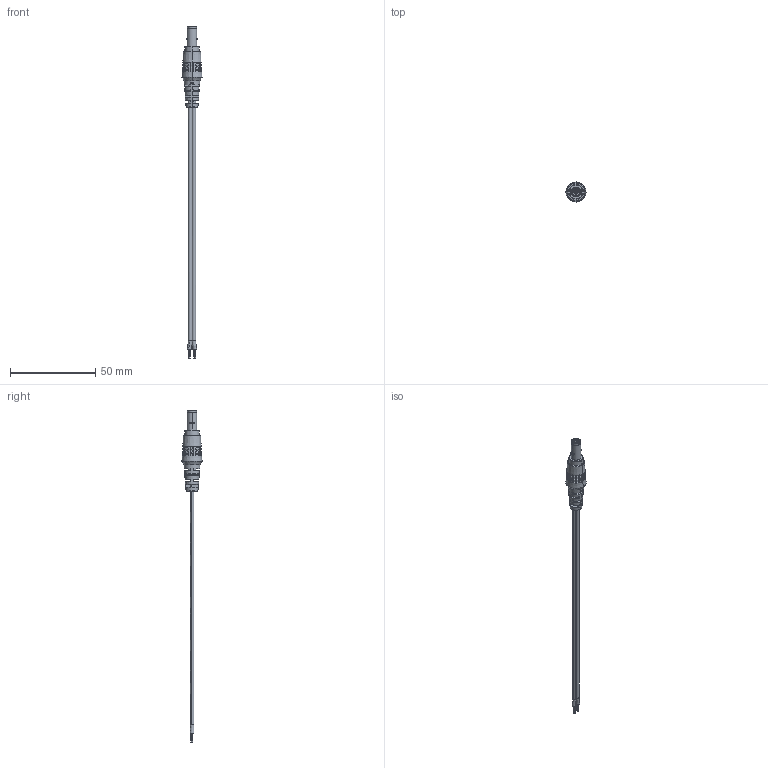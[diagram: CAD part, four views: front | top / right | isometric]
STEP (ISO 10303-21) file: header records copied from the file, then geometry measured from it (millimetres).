
FILE_DESCRIPTION (( 'STEP AP203' ), '1' );
FILE_NAME ('053-0487R.step', '2016-09-15T23:06:42', ( '' ), ( '' ), 'SwSTEP 2.0', 'SolidWorks 2015', '' );
FILE_SCHEMA (( 'CONFIG_CONTROL_DESIGN' ));
Length unit declared in the file: millimetre
Products named in the file (8): 50-00070; 50-00070 shell; 24-00055_default; 50-00070 insulator; 053-0487R; 50-00070 contact; 30-00007_Stripped and tinned 5mm; 50-00070 ring
Assembly tree (7 placements, depth 3):
  053-0487R
    30-00007_Stripped and tinned 5mm
    24-00055_default
    50-00070
      50-00070 contact
      50-00070 insulator
      50-00070 ring
      50-00070 shell
Bounding box: 11.79 x 11.79 x 194.55 mm (x, y, z)
Volume: 3868.9 mm3; surface area: 18283.2 mm2
Topology: 177 solids, 177 shells, 1324 faces, 2519 edges, 1652 vertices
Faces by surface type: plane 592, cylinder 564, torus 65, bspline 56, cone 47
Entity records: 37209 total; most frequent: CARTESIAN_POINT 9041, DIRECTION 6206, ORIENTED_EDGE 5038, AXIS2_PLACEMENT_3D 2646, EDGE_CURVE 2519, VERTEX_POINT 1652, EDGE_LOOP 1435, CIRCLE 1367
